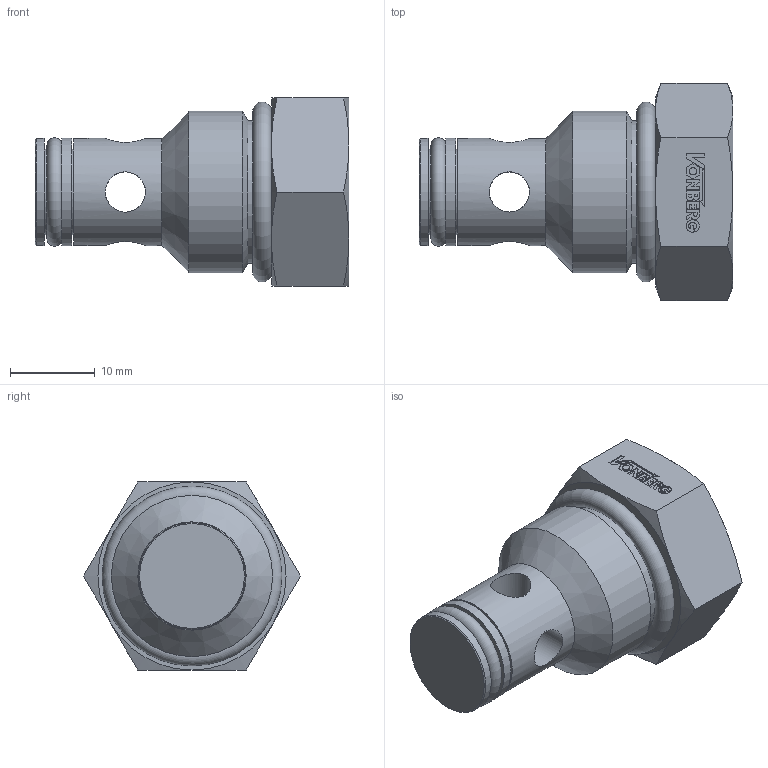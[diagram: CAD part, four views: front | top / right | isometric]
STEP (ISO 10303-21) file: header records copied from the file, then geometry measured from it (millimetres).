
FILE_DESCRIPTION((''),'2;1');
FILE_NAME('1808R.stp','2015-01-05T13:16:37',('jml'),(''),'Autodesk Inventor 2010','Autodesk Inventor 2010','');
FILE_SCHEMA(('AUTOMOTIVE_DESIGN { 1 0 10303 214 1 1 1 1 }'));
Length unit declared in the file: inch
Products named in the file (6): 1808R; 220667; 990159; 012 O-RING; 012 BACKUP; 908 O-RING
Assembly tree (5 placements, depth 2):
  1808R
    220667
    990159
    012 O-RING
    012 BACKUP
    908 O-RING
Bounding box: 37.08 x 25.66 x 22.23 mm (x, y, z)
Volume: 8476.9 mm3; surface area: 5319.2 mm2
Topology: 5 solids, 5 shells, 167 faces, 402 edges, 257 vertices
Faces by surface type: plane 106, cylinder 33, cone 24, torus 4
Full cylindrical faces by diameter (mm): 0.87 x1, 4.75 x4, 4.775 x1, 9.296 x2, 9.728 x1, 9.754 x1, 10.109 x1, 11.1 x1, 12.649 x2, 12.751 x1, 14.224 x1, 16.51 x1, 16.815 x1, 19.05 x1
Entity records: 4985 total; most frequent: CARTESIAN_POINT 991, DIRECTION 769, ORIENTED_EDGE 720, EDGE_CURVE 360, AXIS2_PLACEMENT_3D 271, VERTEX_POINT 249, VECTOR 227, LINE 227
